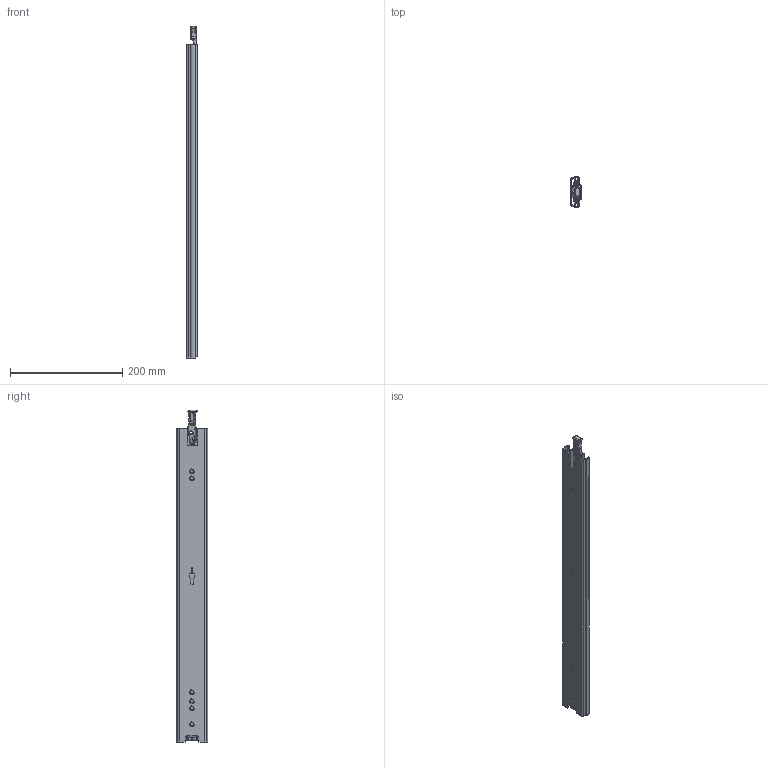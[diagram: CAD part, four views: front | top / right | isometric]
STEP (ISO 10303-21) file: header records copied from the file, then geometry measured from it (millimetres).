
FILE_DESCRIPTION (( 'STEP AP214' ), '1' );
FILE_NAME ('FR_5609_SL.0559mm_22inch_closed_left.STEP', '2022-10-27T05:23:47', ( '' ), ( '' ), 'SwSTEP 2.0', 'SolidWorks 2020', '' );
FILE_SCHEMA (( 'AUTOMOTIVE_DESIGN' ));
Length unit declared in the file: millimetre
Products named in the file (13): 5609.XXX-01.T058_NL 22; Middle Lock; Locking Handle; Spring Lever; 5609.XXX-02.T058_NL 22; 5609.XXX-03.T058_NL 22; Detent; FR_5609_SL.0559mm_22inch_closed_left; Drawer Lock; 5609.XXX-02.T058_NL 22 closed; Middle Stop
Assembly tree (12 placements, depth 3):
  FR_5609_SL.0559mm_22inch_closed_left
    5609.XXX-01.T058_NL 22
      5609.XXX-01.T058_NL 22
      Detent
    5609.XXX-02.T058_NL 22 closed
      5609.XXX-02.T058_NL 22
      Middle Stop
      Middle Lock
    5609.XXX-03.T058_NL 22
      5609.XXX-03.T058_NL 22
      Locking Handle
      Spring Lever
      Drawer Lock
Bounding box: 19.1 x 55.98 x 591.87 mm (x, y, z)
Volume: 207632.4 mm3; surface area: 242632.3 mm2
Topology: 10 solids, 10 shells, 1622 faces, 4271 edges, 2649 vertices
Faces by surface type: cylinder 739, plane 524, bspline 184, cone 175
Entity records: 57800 total; most frequent: CARTESIAN_POINT 18582, ORIENTED_EDGE 8514, DIRECTION 7808, EDGE_CURVE 4257, AXIS2_PLACEMENT_3D 2913, VERTEX_POINT 2649, VECTOR 1982, LINE 1982
